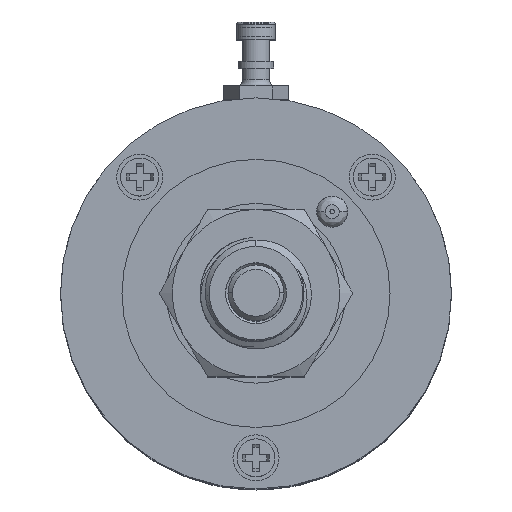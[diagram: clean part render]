
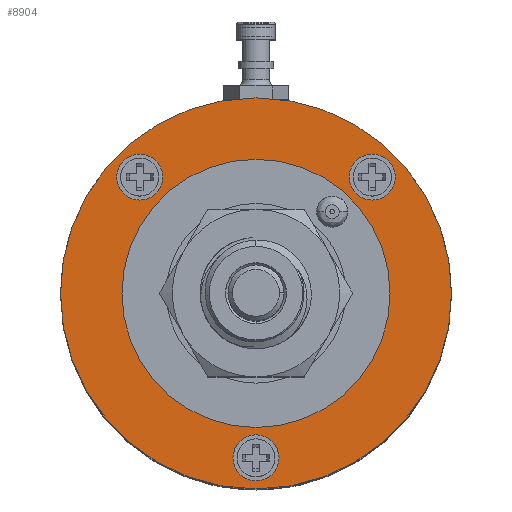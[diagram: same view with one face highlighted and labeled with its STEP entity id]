
A CAD part, top view. The second image highlights one B-rep face of the part: STEP entity #8904.
In plain terms, the highlighted planar face has unit normal (0, 0, 1).
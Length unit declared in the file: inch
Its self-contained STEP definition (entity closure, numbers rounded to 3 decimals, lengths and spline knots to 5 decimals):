
#957=CARTESIAN_POINT('',(0.,0.,0.069));
#958=DIRECTION('',(0.,0.,-1.));
#959=DIRECTION('',(0.,1.,0.));
#960=AXIS2_PLACEMENT_3D('',#957,#958,#959);
#962=CARTESIAN_POINT('',(0.,0.,0.069));
#963=DIRECTION('',(0.,0.,1.));
#964=DIRECTION('',(0.,1.,0.));
#965=AXIS2_PLACEMENT_3D('',#962,#963,#964);
#967=CARTESIAN_POINT('',(0.,0.,0.069));
#968=DIRECTION('',(0.,0.,-1.));
#969=DIRECTION('',(0.,1.,0.));
#970=AXIS2_PLACEMENT_3D('',#967,#968,#969);
#972=CARTESIAN_POINT('',(0.,0.,0.069));
#973=DIRECTION('',(0.,0.,1.));
#974=DIRECTION('',(0.,1.,0.));
#975=AXIS2_PLACEMENT_3D('',#972,#973,#974);
#977=CARTESIAN_POINT('',(0.,-0.368,0.069));
#978=DIRECTION('',(0.,0.,1.));
#979=DIRECTION('',(1.,0.,0.));
#980=AXIS2_PLACEMENT_3D('',#977,#978,#979);
#982=CARTESIAN_POINT('',(0.,-0.368,0.069));
#983=DIRECTION('',(0.,0.,1.));
#984=DIRECTION('',(-1.,0.,0.));
#985=AXIS2_PLACEMENT_3D('',#982,#983,#984);
#987=CARTESIAN_POINT('',(0.26022,0.26022,0.069));
#988=DIRECTION('',(0.,0.,1.));
#989=DIRECTION('',(1.,0.,0.));
#990=AXIS2_PLACEMENT_3D('',#987,#988,#989);
#992=CARTESIAN_POINT('',(0.26022,0.26022,0.069));
#993=DIRECTION('',(0.,0.,1.));
#994=DIRECTION('',(-1.,0.,0.));
#995=AXIS2_PLACEMENT_3D('',#992,#993,#994);
#997=CARTESIAN_POINT('',(-0.26022,0.26022,0.069));
#998=DIRECTION('',(0.,0.,1.));
#999=DIRECTION('',(1.,0.,0.));
#1000=AXIS2_PLACEMENT_3D('',#997,#998,#999);
#1002=CARTESIAN_POINT('',(-0.26022,0.26022,0.069));
#1003=DIRECTION('',(0.,0.,1.));
#1004=DIRECTION('',(-1.,0.,0.));
#1005=AXIS2_PLACEMENT_3D('',#1002,#1003,#1004);
#7111=CARTESIAN_POINT('',(0.,0.3,0.069));
#7113=VERTEX_POINT('',#7111);
#7114=CARTESIAN_POINT('',(0.,0.4375,0.069));
#7116=VERTEX_POINT('',#7114);
#7119=CARTESIAN_POINT('',(0.,-0.3,0.069));
#7121=VERTEX_POINT('',#7119);
#7122=CARTESIAN_POINT('',(0.,-0.4375,0.069));
#7124=VERTEX_POINT('',#7122);
#7142=CARTESIAN_POINT('',(0.0515,-0.368,0.069));
#7143=CARTESIAN_POINT('',(-0.0515,-0.368,0.069));
#7144=VERTEX_POINT('',#7142);
#7145=VERTEX_POINT('',#7143);
#7146=CARTESIAN_POINT('',(0.31172,0.26022,0.069));
#7147=CARTESIAN_POINT('',(0.20872,0.26022,0.069));
#7148=VERTEX_POINT('',#7146);
#7149=VERTEX_POINT('',#7147);
#7150=CARTESIAN_POINT('',(-0.20872,0.26022,0.069));
#7151=CARTESIAN_POINT('',(-0.31172,0.26022,0.069));
#7152=VERTEX_POINT('',#7150);
#7153=VERTEX_POINT('',#7151);
#8871=CARTESIAN_POINT('',(0.,0.,0.069));
#8872=DIRECTION('',(0.,0.,1.));
#8873=DIRECTION('',(0.,-1.,0.));
#8874=AXIS2_PLACEMENT_3D('',#8871,#8872,#8873);
#8875=PLANE('',#8874);
#8876=ORIENTED_EDGE('',*,*,#8864,.F.);
#8877=ORIENTED_EDGE('',*,*,#8853,.T.);
#8878=EDGE_LOOP('',(#8876,#8877));
#8879=FACE_OUTER_BOUND('',#8878,.F.);
#8881=ORIENTED_EDGE('',*,*,#8880,.F.);
#8883=ORIENTED_EDGE('',*,*,#8882,.T.);
#8884=EDGE_LOOP('',(#8881,#8883));
#8885=FACE_BOUND('',#8884,.F.);
#8887=ORIENTED_EDGE('',*,*,#8886,.T.);
#8889=ORIENTED_EDGE('',*,*,#8888,.T.);
#8890=EDGE_LOOP('',(#8887,#8889));
#8891=FACE_BOUND('',#8890,.F.);
#8893=ORIENTED_EDGE('',*,*,#8892,.T.);
#8895=ORIENTED_EDGE('',*,*,#8894,.T.);
#8896=EDGE_LOOP('',(#8893,#8895));
#8897=FACE_BOUND('',#8896,.F.);
#8899=ORIENTED_EDGE('',*,*,#8898,.T.);
#8901=ORIENTED_EDGE('',*,*,#8900,.T.);
#8902=EDGE_LOOP('',(#8899,#8901));
#8903=FACE_BOUND('',#8902,.F.);
#8904=ADVANCED_FACE('',(#8879,#8885,#8891,#8897,#8903),#8875,.T.);
#961=CIRCLE('',#960,0.4375);
#966=CIRCLE('',#965,0.4375);
#971=CIRCLE('',#970,0.3);
#976=CIRCLE('',#975,0.3);
#981=CIRCLE('',#980,0.0515);
#986=CIRCLE('',#985,0.0515);
#991=CIRCLE('',#990,0.0515);
#996=CIRCLE('',#995,0.0515);
#1001=CIRCLE('',#1000,0.0515);
#1006=CIRCLE('',#1005,0.0515);
#8853=EDGE_CURVE('',#7116,#7124,#961,.T.);
#8864=EDGE_CURVE('',#7116,#7124,#966,.T.);
#8880=EDGE_CURVE('',#7113,#7121,#971,.T.);
#8882=EDGE_CURVE('',#7113,#7121,#976,.T.);
#8886=EDGE_CURVE('',#7144,#7145,#981,.T.);
#8888=EDGE_CURVE('',#7145,#7144,#986,.T.);
#8892=EDGE_CURVE('',#7148,#7149,#991,.T.);
#8894=EDGE_CURVE('',#7149,#7148,#996,.T.);
#8898=EDGE_CURVE('',#7152,#7153,#1001,.T.);
#8900=EDGE_CURVE('',#7153,#7152,#1006,.T.);
